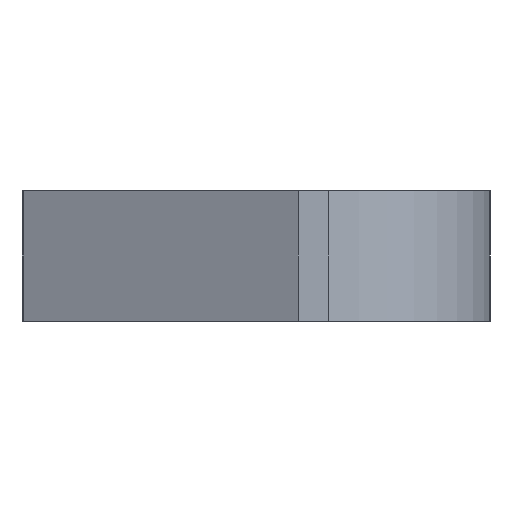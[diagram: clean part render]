
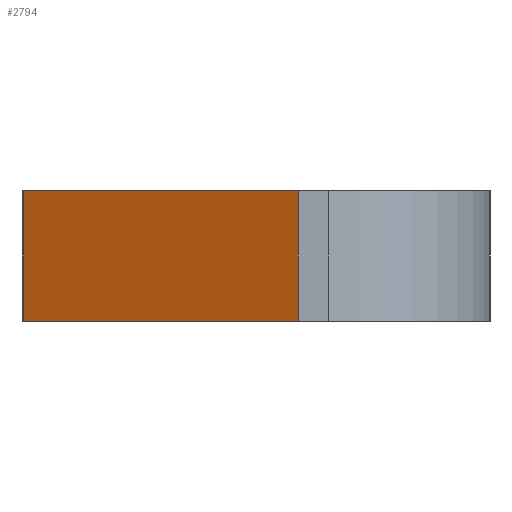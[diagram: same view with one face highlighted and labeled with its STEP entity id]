
A CAD part, left-side view. The second image highlights one B-rep face of the part: STEP entity #2794.
In plain terms, the highlighted planar face has unit normal (-0.906, 0.423, 0).
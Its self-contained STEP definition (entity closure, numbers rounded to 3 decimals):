
#88 = CARTESIAN_POINT ( 'NONE',  ( 86.151, 188.902, 0. ) ) ;
#104 = VERTEX_POINT ( 'NONE', #88 ) ;
#196 = ORIENTED_EDGE ( 'NONE', *, *, #5833, .T. ) ;
#642 = CARTESIAN_POINT ( 'NONE',  ( 91.567, 200.518, 0. ) ) ;
#898 = CARTESIAN_POINT ( 'NONE',  ( 86.151, 188.902, 5.5 ) ) ;
#941 = CARTESIAN_POINT ( 'NONE',  ( 91.567, 200.518, 5.5 ) ) ;
#1094 = AXIS2_PLACEMENT_3D ( 'NONE', #4937, #5402, #2542 ) ;
#1552 = PLANE ( 'NONE',  #1094 ) ;
#1666 = VERTEX_POINT ( 'NONE', #4403 ) ;
#1762 = LINE ( 'NONE', #2718, #4180 ) ;
#2007 = EDGE_LOOP ( 'NONE', ( #5938, #196, #2544, #6037 ) ) ;
#2173 = VERTEX_POINT ( 'NONE', #5929 ) ;
#2308 = VECTOR ( 'NONE', #2579, 1000. ) ;
#2312 = VECTOR ( 'NONE', #4821, 1000. ) ;
#2542 = DIRECTION ( 'NONE',  ( 0.423, 0.906, 0. ) ) ;
#2544 = ORIENTED_EDGE ( 'NONE', *, *, #5159, .F. ) ;
#2579 = DIRECTION ( 'NONE',  ( -0.423, -0.906, 0. ) ) ;
#2718 = CARTESIAN_POINT ( 'NONE',  ( 91.567, 200.518, 5.5 ) ) ;
#2794 = ADVANCED_FACE ( 'NONE', ( #4571 ), #1552, .F. ) ;
#3041 = EDGE_CURVE ( 'NONE', #4520, #1666, #1762, .T. ) ;
#3159 = EDGE_CURVE ( 'NONE', #4520, #2173, #6126, .T. ) ;
#3342 = VECTOR ( 'NONE', #3354, 1000. ) ;
#3354 = DIRECTION ( 'NONE',  ( 0., 0., -1. ) ) ;
#4180 = VECTOR ( 'NONE', #5595, 1000. ) ;
#4403 = CARTESIAN_POINT ( 'NONE',  ( 91.567, 200.518, 0. ) ) ;
#4520 = VERTEX_POINT ( 'NONE', #5918 ) ;
#4571 = FACE_OUTER_BOUND ( 'NONE', #2007, .T. ) ;
#4821 = DIRECTION ( 'NONE',  ( -0.423, -0.906, 0. ) ) ;
#4937 = CARTESIAN_POINT ( 'NONE',  ( 91.567, 200.518, 5.5 ) ) ;
#5159 = EDGE_CURVE ( 'NONE', #2173, #104, #5883, .T. ) ;
#5402 = DIRECTION ( 'NONE',  ( 0.906, -0.423, 0. ) ) ;
#5595 = DIRECTION ( 'NONE',  ( 0., 0., -1. ) ) ;
#5833 = EDGE_CURVE ( 'NONE', #1666, #104, #5983, .T. ) ;
#5883 = LINE ( 'NONE', #898, #3342 ) ;
#5918 = CARTESIAN_POINT ( 'NONE',  ( 91.567, 200.518, 5.5 ) ) ;
#5929 = CARTESIAN_POINT ( 'NONE',  ( 86.151, 188.902, 5.5 ) ) ;
#5938 = ORIENTED_EDGE ( 'NONE', *, *, #3041, .T. ) ;
#5983 = LINE ( 'NONE', #642, #2308 ) ;
#6037 = ORIENTED_EDGE ( 'NONE', *, *, #3159, .F. ) ;
#6126 = LINE ( 'NONE', #941, #2312 ) ;
